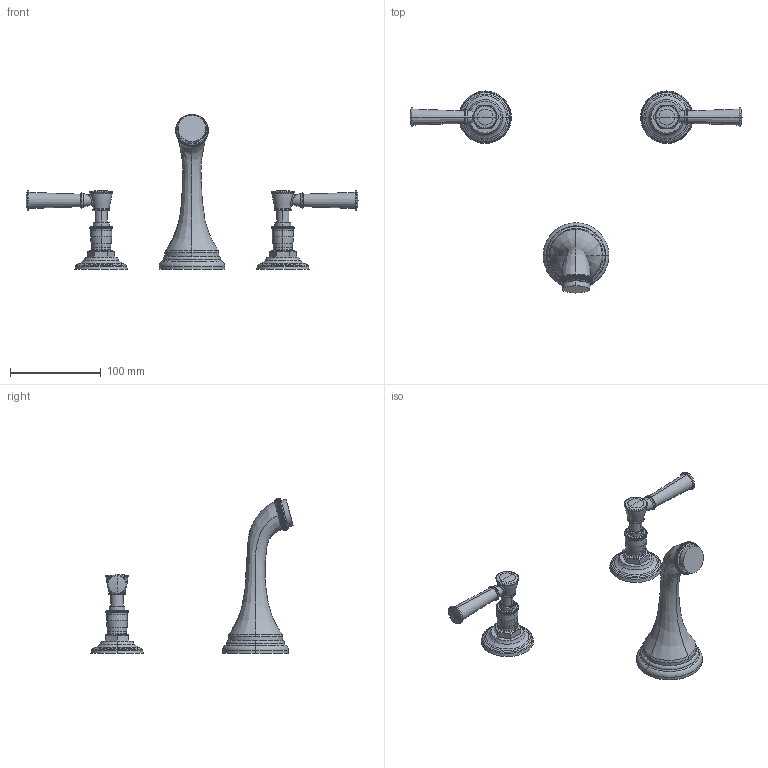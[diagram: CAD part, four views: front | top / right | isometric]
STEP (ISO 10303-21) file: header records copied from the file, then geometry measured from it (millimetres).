
FILE_DESCRIPTION((''),'2;1');
FILE_NAME('3-2915_SW0001','2020-12-02T10:22:44',('rsmith'),(''),'CREO PARAMETRIC BY PTC INC, 2018400','CREO PARAMETRIC BY PTC INC, 2018400','');
FILE_SCHEMA(('AUTOMOTIVE_DESIGN { 1 0 10303 214 1 1 1 1 }'));
Products named in the file (1): 3-2915_SW0001
Bounding box: 365.43 x 222.61 x 170.46 mm (x, y, z)
Volume: 304214.2 mm3; surface area: 56115.7 mm2
Topology: 3 solids, 3 shells, 862 faces, 2242 edges, 1452 vertices
Faces by surface type: plane 520, bspline 252, torus 52, cylinder 18, revolution 12, cone 4, sphere 4
Entity records: 55286 total; most frequent: CARTESIAN_POINT 23805, ORIENTED_EDGE 4468, PRESENTATION_STYLE_ASSIGNMENT 3104, DIRECTION 2582, STYLED_ITEM 2249, CURVE_STYLE 2246, EDGE_CURVE 2234, VERTEX_POINT 1452
